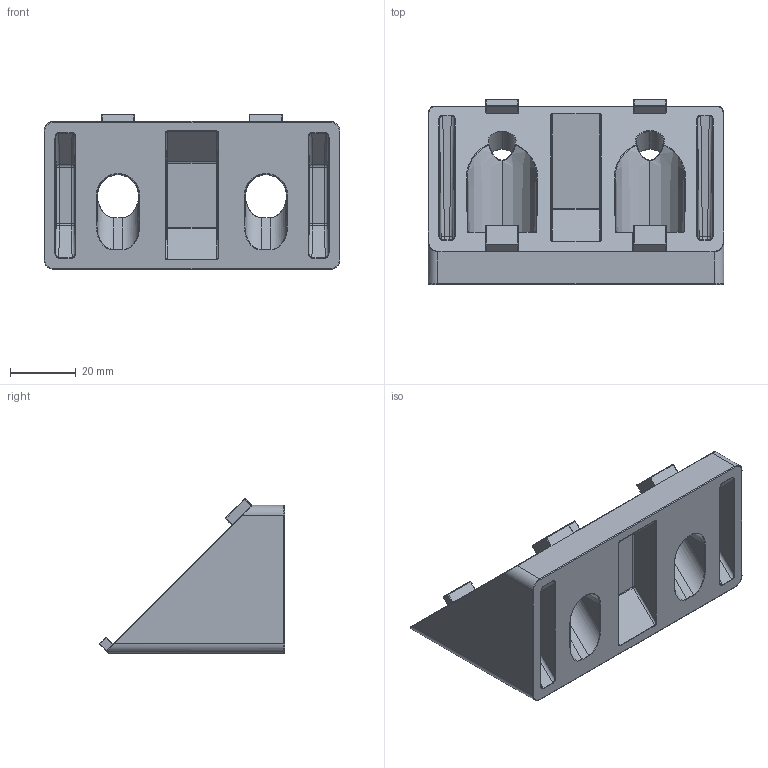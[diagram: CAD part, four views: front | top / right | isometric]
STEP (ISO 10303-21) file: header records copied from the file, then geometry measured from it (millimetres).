
FILE_DESCRIPTION (( 'STEP AP203' ), '1' );
FILE_NAME ('151247.step', '2021-06-03T16:41:04', ( '' ), ( '' ), 'SwSTEP 2.0', 'SolidWorks 2021', '' );
FILE_SCHEMA (( 'CONFIG_CONTROL_DESIGN' ));
Length unit declared in the file: millimetre
Products named in the file (1): 151247
Bounding box: 90 x 56.33 x 47.04 mm (x, y, z)
Volume: 81374.1 mm3; surface area: 28205.3 mm2
Topology: 1 solids, 1 shells, 397 faces, 937 edges, 512 vertices
Faces by surface type: cylinder 161, bspline 81, plane 71, sphere 47, torus 27, cone 10
Entity records: 14406 total; most frequent: CARTESIAN_POINT 6086, ORIENTED_EDGE 1794, DIRECTION 1689, EDGE_CURVE 897, AXIS2_PLACEMENT_3D 671, VERTEX_POINT 508, EDGE_LOOP 411, FACE_OUTER_BOUND 397
